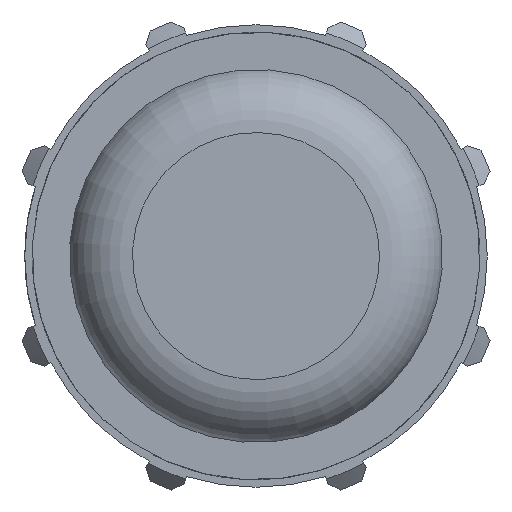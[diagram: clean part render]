
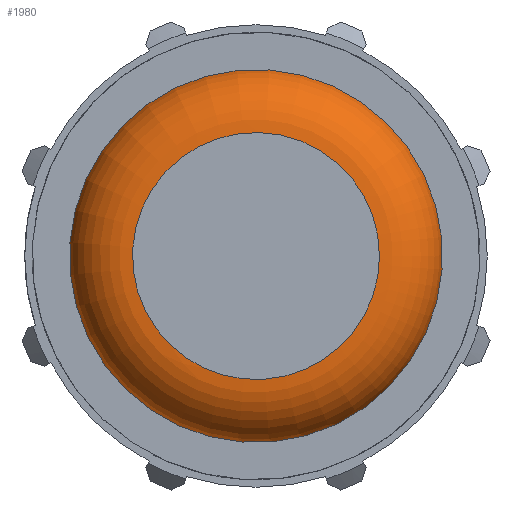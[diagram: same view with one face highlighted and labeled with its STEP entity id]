
A CAD part, left-side view. The second image highlights one B-rep face of the part: STEP entity #1980.
In plain terms, the highlighted toroidal (fillet/blend) face has major radius 33.273 mm and minor radius 17.42 mm.
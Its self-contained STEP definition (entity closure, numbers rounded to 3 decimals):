
#374=TOROIDAL_SURFACE('',#2113,33.273,17.42);
#424=FACE_BOUND('',#582,.T.);
#452=FACE_OUTER_BOUND('',#581,.T.);
#581=EDGE_LOOP('',(#1328));
#582=EDGE_LOOP('',(#1329));
#722=CIRCLE('',#2114,33.273);
#723=CIRCLE('',#2115,50.25);
#819=VERTEX_POINT('',#2925);
#820=VERTEX_POINT('',#2927);
#1024=EDGE_CURVE('',#819,#819,#722,.T.);
#1025=EDGE_CURVE('',#820,#820,#723,.T.);
#1328=ORIENTED_EDGE('',*,*,#1024,.T.);
#1329=ORIENTED_EDGE('',*,*,#1025,.F.);
#1980=ADVANCED_FACE('',(#452,#424),#374,.T.);
#2113=AXIS2_PLACEMENT_3D('',#2924,#2352,#2353);
#2114=AXIS2_PLACEMENT_3D('',#2926,#2354,#2355);
#2115=AXIS2_PLACEMENT_3D('',#2928,#2356,#2357);
#2352=DIRECTION('center_axis',(-1.,0.,0.));
#2353=DIRECTION('ref_axis',(0.,1.,0.001));
#2354=DIRECTION('center_axis',(1.,0.,0.));
#2355=DIRECTION('ref_axis',(0.,1.,0.001));
#2356=DIRECTION('center_axis',(1.,0.,0.));
#2357=DIRECTION('ref_axis',(0.,0.,-1.));
#2924=CARTESIAN_POINT('Origin',(17.42,0.,0.));
#2925=CARTESIAN_POINT('',(0.,-33.273,-0.047));
#2926=CARTESIAN_POINT('Origin',(0.,0.,0.));
#2927=CARTESIAN_POINT('',(13.514,28.232,-41.569));
#2928=CARTESIAN_POINT('Origin',(13.514,0.,0.));
